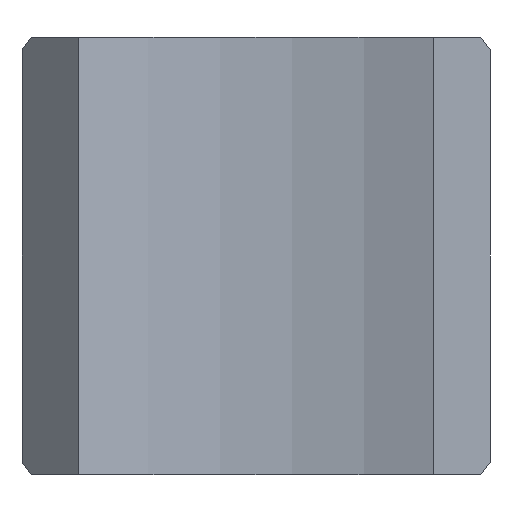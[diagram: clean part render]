
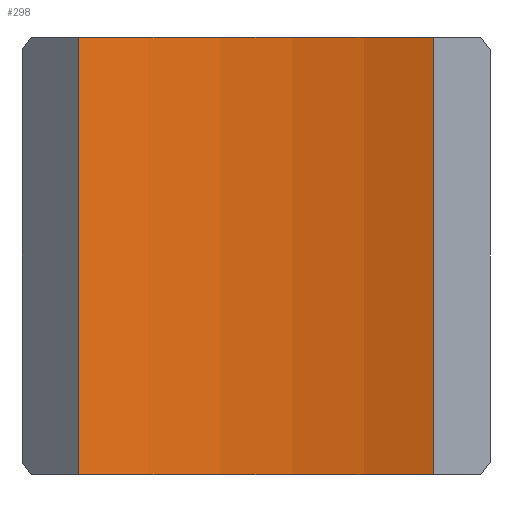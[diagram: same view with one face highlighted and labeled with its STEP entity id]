
A CAD part, front view. The second image highlights one B-rep face of the part: STEP entity #298.
In plain terms, the highlighted cylindrical face has radius 9.525 mm (diameter 19.05 mm), a partial arc.
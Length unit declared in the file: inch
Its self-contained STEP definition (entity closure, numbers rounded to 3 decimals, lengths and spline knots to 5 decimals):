
#11 = DIRECTION ( 'NONE',  ( 0., 0., -1. ) ) ;
#127 = ORIENTED_EDGE ( 'NONE', *, *, #640, .F. ) ;
#160 = AXIS2_PLACEMENT_3D ( 'NONE', #401, #719, #288 ) ;
#194 = CARTESIAN_POINT ( 'NONE',  ( -0.14164, -0.18089, 0.35 ) ) ;
#217 = CARTESIAN_POINT ( 'NONE',  ( 0.14164, -0.18089, 0. ) ) ;
#255 = DIRECTION ( 'NONE',  ( 1., 0., 0. ) ) ;
#288 = DIRECTION ( 'NONE',  ( 1., 0., 0. ) ) ;
#298 = ADVANCED_FACE ( 'NONE', ( #302 ), #847, .F. ) ;
#302 = FACE_OUTER_BOUND ( 'NONE', #1127, .T. ) ;
#311 = ORIENTED_EDGE ( 'NONE', *, *, #548, .F. ) ;
#348 = VERTEX_POINT ( 'NONE', #194 ) ;
#396 = LINE ( 'NONE', #475, #860 ) ;
#401 = CARTESIAN_POINT ( 'NONE',  ( 0., -0.52811, 0.35 ) ) ;
#475 = CARTESIAN_POINT ( 'NONE',  ( 0.14164, -0.18089, 0.35 ) ) ;
#494 = DIRECTION ( 'NONE',  ( 0., 0., -1. ) ) ;
#530 = ORIENTED_EDGE ( 'NONE', *, *, #1102, .T. ) ;
#548 = EDGE_CURVE ( 'NONE', #1111, #678, #572, .T. ) ;
#572 = CIRCLE ( 'NONE', #794, 0.375 ) ;
#640 = EDGE_CURVE ( 'NONE', #908, #1111, #396, .T. ) ;
#662 = CARTESIAN_POINT ( 'NONE',  ( 0., -0.52811, 0. ) ) ;
#663 = CARTESIAN_POINT ( 'NONE',  ( 0., -0.52811, 0.35 ) ) ;
#678 = VERTEX_POINT ( 'NONE', #759 ) ;
#719 = DIRECTION ( 'NONE',  ( 0., 0., 1. ) ) ;
#732 = EDGE_CURVE ( 'NONE', #348, #678, #818, .T. ) ;
#741 = DIRECTION ( 'NONE',  ( 0., 0., -1. ) ) ;
#743 = VECTOR ( 'NONE', #11, 39.37008 ) ;
#745 = CIRCLE ( 'NONE', #160, 0.375 ) ;
#759 = CARTESIAN_POINT ( 'NONE',  ( -0.14164, -0.18089, 0. ) ) ;
#768 = AXIS2_PLACEMENT_3D ( 'NONE', #663, #494, #1016 ) ;
#788 = ORIENTED_EDGE ( 'NONE', *, *, #732, .T. ) ;
#794 = AXIS2_PLACEMENT_3D ( 'NONE', #662, #1157, #255 ) ;
#818 = LINE ( 'NONE', #1013, #743 ) ;
#847 = CYLINDRICAL_SURFACE ( 'NONE', #768, 0.375 ) ;
#855 = CARTESIAN_POINT ( 'NONE',  ( 0.14164, -0.18089, 0.35 ) ) ;
#860 = VECTOR ( 'NONE', #741, 39.37008 ) ;
#908 = VERTEX_POINT ( 'NONE', #855 ) ;
#1013 = CARTESIAN_POINT ( 'NONE',  ( -0.14164, -0.18089, 0.35 ) ) ;
#1016 = DIRECTION ( 'NONE',  ( -1., 0., 0. ) ) ;
#1102 = EDGE_CURVE ( 'NONE', #908, #348, #745, .T. ) ;
#1111 = VERTEX_POINT ( 'NONE', #217 ) ;
#1127 = EDGE_LOOP ( 'NONE', ( #311, #127, #530, #788 ) ) ;
#1157 = DIRECTION ( 'NONE',  ( 0., 0., 1. ) ) ;
